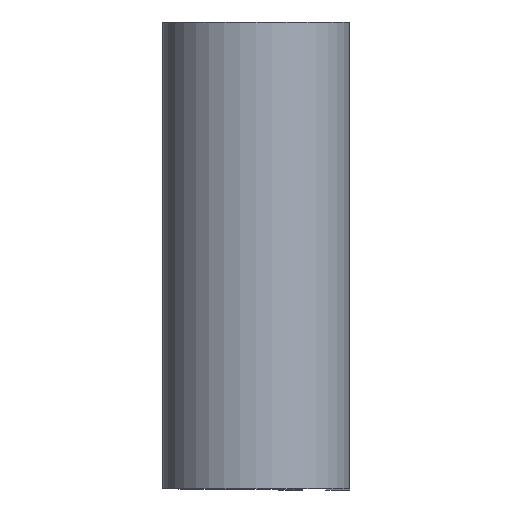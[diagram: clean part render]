
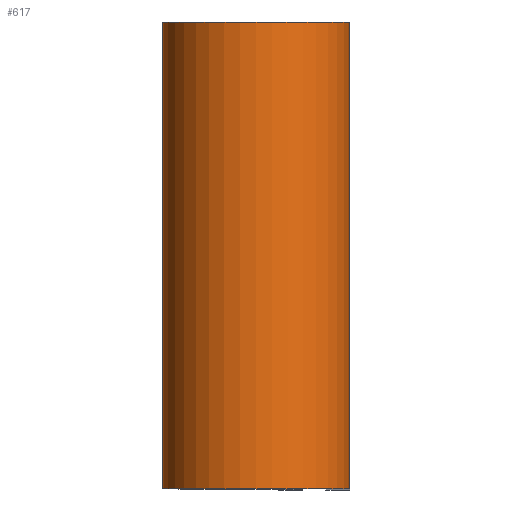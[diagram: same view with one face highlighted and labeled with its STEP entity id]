
A CAD part, top view. The second image highlights one B-rep face of the part: STEP entity #617.
In plain terms, the highlighted cylindrical face has radius 3.188 mm (diameter 6.375 mm), a partial arc.
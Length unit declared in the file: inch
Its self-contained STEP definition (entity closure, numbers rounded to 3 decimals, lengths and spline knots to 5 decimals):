
#19 = CARTESIAN_POINT ( 'NONE',  ( 0., 0.3125, -0.1255 ) ) ;
#32 = DIRECTION ( 'NONE',  ( 0., 0., -1. ) ) ;
#37 = DIRECTION ( 'NONE',  ( 0., 1., 0. ) ) ;
#55 = AXIS2_PLACEMENT_3D ( 'NONE', #303, #701, #359 ) ;
#154 = FACE_OUTER_BOUND ( 'NONE', #509, .T. ) ;
#205 = CARTESIAN_POINT ( 'NONE',  ( 0.1255, -0.3125, 0. ) ) ;
#233 = CARTESIAN_POINT ( 'NONE',  ( 0.1255, 0.3125, 0. ) ) ;
#238 = CARTESIAN_POINT ( 'NONE',  ( 0., 0.3125, -0.1255 ) ) ;
#239 = CARTESIAN_POINT ( 'NONE',  ( 0.1255, 0.3125, 0. ) ) ;
#252 = ORIENTED_EDGE ( 'NONE', *, *, #532, .T. ) ;
#282 = LINE ( 'NONE', #239, #501 ) ;
#283 = AXIS2_PLACEMENT_3D ( 'NONE', #429, #484, #32 ) ;
#293 = CYLINDRICAL_SURFACE ( 'NONE', #283, 0.1255 ) ;
#298 = ORIENTED_EDGE ( 'NONE', *, *, #544, .F. ) ;
#303 = CARTESIAN_POINT ( 'NONE',  ( 0., 0.3125, 0. ) ) ;
#309 = CIRCLE ( 'NONE', #325, 0.1255 ) ;
#315 = VERTEX_POINT ( 'NONE', #233 ) ;
#325 = AXIS2_PLACEMENT_3D ( 'NONE', #375, #37, #437 ) ;
#342 = VERTEX_POINT ( 'NONE', #238 ) ;
#359 = DIRECTION ( 'NONE',  ( 1., 0., 0. ) ) ;
#360 = VERTEX_POINT ( 'NONE', #578 ) ;
#375 = CARTESIAN_POINT ( 'NONE',  ( 0., -0.3125, 0. ) ) ;
#411 = ORIENTED_EDGE ( 'NONE', *, *, #660, .T. ) ;
#429 = CARTESIAN_POINT ( 'NONE',  ( 0., 0.3125, 0. ) ) ;
#437 = DIRECTION ( 'NONE',  ( 1., 0., 0. ) ) ;
#465 = VECTOR ( 'NONE', #472, 39.37008 ) ;
#472 = DIRECTION ( 'NONE',  ( 0., -1., 0. ) ) ;
#484 = DIRECTION ( 'NONE',  ( 0., -1., 0. ) ) ;
#501 = VECTOR ( 'NONE', #524, 39.37008 ) ;
#509 = EDGE_LOOP ( 'NONE', ( #411, #298, #642, #252 ) ) ;
#524 = DIRECTION ( 'NONE',  ( 0., -1., 0. ) ) ;
#532 = EDGE_CURVE ( 'NONE', #342, #360, #717, .T. ) ;
#544 = EDGE_CURVE ( 'NONE', #315, #698, #282, .T. ) ;
#578 = CARTESIAN_POINT ( 'NONE',  ( 0., -0.3125, -0.1255 ) ) ;
#581 = EDGE_CURVE ( 'NONE', #342, #315, #630, .T. ) ;
#617 = ADVANCED_FACE ( 'NONE', ( #154 ), #293, .T. ) ;
#630 = CIRCLE ( 'NONE', #55, 0.1255 ) ;
#642 = ORIENTED_EDGE ( 'NONE', *, *, #581, .F. ) ;
#660 = EDGE_CURVE ( 'NONE', #360, #698, #309, .T. ) ;
#698 = VERTEX_POINT ( 'NONE', #205 ) ;
#701 = DIRECTION ( 'NONE',  ( 0., 1., 0. ) ) ;
#717 = LINE ( 'NONE', #19, #465 ) ;
